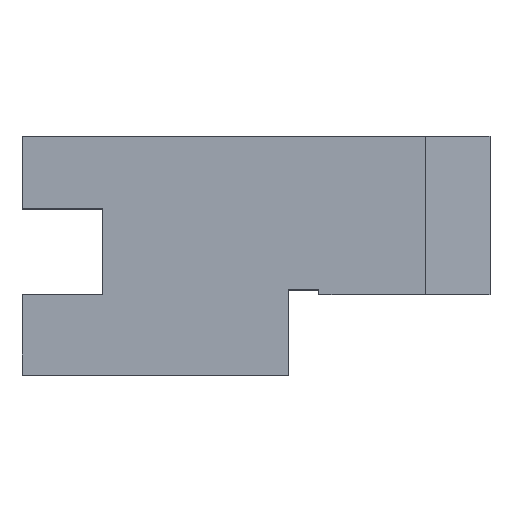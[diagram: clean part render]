
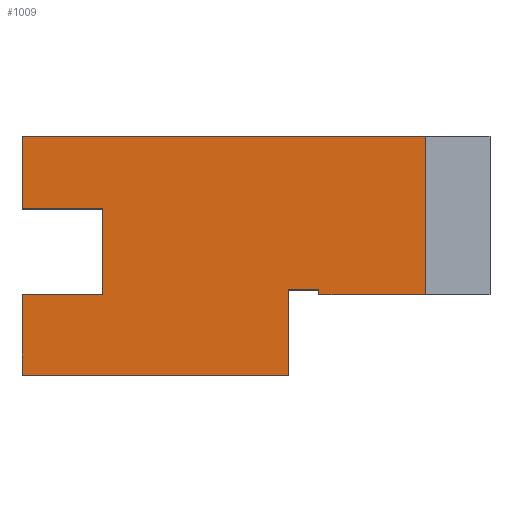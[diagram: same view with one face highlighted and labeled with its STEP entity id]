
A CAD part, top view. The second image highlights one B-rep face of the part: STEP entity #1009.
In plain terms, the highlighted planar face has unit normal (0, 0, 1).
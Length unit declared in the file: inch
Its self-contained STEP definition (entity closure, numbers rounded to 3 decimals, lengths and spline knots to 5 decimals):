
#4 = VERTEX_POINT ( 'NONE', #1035 ) ;
#20 = ORIENTED_EDGE ( 'NONE', *, *, #694, .F. ) ;
#36 = VERTEX_POINT ( 'NONE', #307 ) ;
#43 = VECTOR ( 'NONE', #462, 39.37008 ) ;
#50 = CARTESIAN_POINT ( 'NONE',  ( 1.65, -0.5, 0. ) ) ;
#56 = DIRECTION ( 'NONE',  ( 1., 0., 0. ) ) ;
#71 = CARTESIAN_POINT ( 'NONE',  ( 0., 0., 0. ) ) ;
#76 = DIRECTION ( 'NONE',  ( 0., 1., 0. ) ) ;
#105 = ORIENTED_EDGE ( 'NONE', *, *, #634, .F. ) ;
#115 = CARTESIAN_POINT ( 'NONE',  ( 0., -0.5, 0. ) ) ;
#119 = EDGE_CURVE ( 'NONE', #916, #482, #727, .T. ) ;
#131 = VECTOR ( 'NONE', #709, 39.37008 ) ;
#140 = LINE ( 'NONE', #50, #356 ) ;
#150 = VERTEX_POINT ( 'NONE', #414 ) ;
#156 = ORIENTED_EDGE ( 'NONE', *, *, #607, .F. ) ;
#163 = LINE ( 'NONE', #632, #464 ) ;
#171 = VECTOR ( 'NONE', #330, 39.37008 ) ;
#189 = VECTOR ( 'NONE', #445, 39.37008 ) ;
#193 = VERTEX_POINT ( 'NONE', #682 ) ;
#196 = DIRECTION ( 'NONE',  ( 0., -1., 0. ) ) ;
#201 = CARTESIAN_POINT ( 'NONE',  ( 0., -0.5, 0. ) ) ;
#202 = CARTESIAN_POINT ( 'NONE',  ( 2.5, 0., 0. ) ) ;
#203 = EDGE_CURVE ( 'NONE', #795, #248, #520, .T. ) ;
#204 = DIRECTION ( 'NONE',  ( 0., 1., 0. ) ) ;
#224 = CARTESIAN_POINT ( 'NONE',  ( 1.65, 0.03, 0. ) ) ;
#227 = CARTESIAN_POINT ( 'NONE',  ( 0., 0., 0. ) ) ;
#232 = ORIENTED_EDGE ( 'NONE', *, *, #203, .F. ) ;
#248 = VERTEX_POINT ( 'NONE', #201 ) ;
#265 = ORIENTED_EDGE ( 'NONE', *, *, #119, .F. ) ;
#277 = ORIENTED_EDGE ( 'NONE', *, *, #1027, .F. ) ;
#282 = DIRECTION ( 'NONE',  ( -1., 0., 0. ) ) ;
#299 = CARTESIAN_POINT ( 'NONE',  ( 1.84, 0., 0. ) ) ;
#307 = CARTESIAN_POINT ( 'NONE',  ( 0.5, 0., 0. ) ) ;
#319 = VECTOR ( 'NONE', #830, 39.37008 ) ;
#330 = DIRECTION ( 'NONE',  ( 0., 1., 0. ) ) ;
#332 = VERTEX_POINT ( 'NONE', #202 ) ;
#351 = CARTESIAN_POINT ( 'NONE',  ( 0., 0.98, 0. ) ) ;
#356 = VECTOR ( 'NONE', #204, 39.37008 ) ;
#362 = EDGE_CURVE ( 'NONE', #150, #4, #597, .T. ) ;
#365 = LINE ( 'NONE', #442, #411 ) ;
#373 = LINE ( 'NONE', #692, #319 ) ;
#383 = EDGE_CURVE ( 'NONE', #916, #332, #834, .T. ) ;
#388 = EDGE_CURVE ( 'NONE', #871, #248, #373, .T. ) ;
#401 = VECTOR ( 'NONE', #56, 39.37008 ) ;
#408 = AXIS2_PLACEMENT_3D ( 'NONE', #535, #764, #282 ) ;
#411 = VECTOR ( 'NONE', #747, 39.37008 ) ;
#414 = CARTESIAN_POINT ( 'NONE',  ( 0.5, 0.53, 0. ) ) ;
#423 = CARTESIAN_POINT ( 'NONE',  ( 1.84, 0., 0. ) ) ;
#431 = LINE ( 'NONE', #351, #598 ) ;
#442 = CARTESIAN_POINT ( 'NONE',  ( 0., 0.98, 0. ) ) ;
#445 = DIRECTION ( 'NONE',  ( -1., 0., 0. ) ) ;
#462 = DIRECTION ( 'NONE',  ( -1., 0., 0. ) ) ;
#464 = VECTOR ( 'NONE', #76, 39.37008 ) ;
#476 = ORIENTED_EDGE ( 'NONE', *, *, #676, .T. ) ;
#482 = VERTEX_POINT ( 'NONE', #860 ) ;
#503 = LINE ( 'NONE', #71, #740 ) ;
#506 = ORIENTED_EDGE ( 'NONE', *, *, #575, .T. ) ;
#511 = VERTEX_POINT ( 'NONE', #955 ) ;
#520 = LINE ( 'NONE', #115, #1020 ) ;
#535 = CARTESIAN_POINT ( 'NONE',  ( 0., 0.98, 0. ) ) ;
#575 = EDGE_CURVE ( 'NONE', #332, #511, #641, .T. ) ;
#584 = ORIENTED_EDGE ( 'NONE', *, *, #388, .T. ) ;
#597 = LINE ( 'NONE', #606, #189 ) ;
#598 = VECTOR ( 'NONE', #196, 39.37008 ) ;
#605 = DIRECTION ( 'NONE',  ( -1., 0., 0. ) ) ;
#606 = CARTESIAN_POINT ( 'NONE',  ( 0., 0.53, 0. ) ) ;
#607 = EDGE_CURVE ( 'NONE', #36, #150, #163, .T. ) ;
#615 = LINE ( 'NONE', #753, #43 ) ;
#616 = CARTESIAN_POINT ( 'NONE',  ( 1.65, -0.5, 0. ) ) ;
#620 = FACE_OUTER_BOUND ( 'NONE', #705, .T. ) ;
#632 = CARTESIAN_POINT ( 'NONE',  ( 0.5, 0., 0. ) ) ;
#634 = EDGE_CURVE ( 'NONE', #871, #36, #503, .T. ) ;
#641 = LINE ( 'NONE', #870, #131 ) ;
#676 = EDGE_CURVE ( 'NONE', #193, #4, #431, .T. ) ;
#682 = CARTESIAN_POINT ( 'NONE',  ( 0., 0.98, 0. ) ) ;
#692 = CARTESIAN_POINT ( 'NONE',  ( 0., 0.98, 0. ) ) ;
#694 = EDGE_CURVE ( 'NONE', #193, #511, #365, .T. ) ;
#698 = ORIENTED_EDGE ( 'NONE', *, *, #383, .T. ) ;
#705 = EDGE_LOOP ( 'NONE', ( #894, #277, #265, #698, #506, #20, #476, #741, #156, #105, #584, #232 ) ) ;
#709 = DIRECTION ( 'NONE',  ( 0., 1., 0. ) ) ;
#727 = LINE ( 'NONE', #423, #171 ) ;
#740 = VECTOR ( 'NONE', #821, 39.37008 ) ;
#741 = ORIENTED_EDGE ( 'NONE', *, *, #362, .F. ) ;
#747 = DIRECTION ( 'NONE',  ( 1., 0., 0. ) ) ;
#749 = CARTESIAN_POINT ( 'NONE',  ( 0., 0., 0. ) ) ;
#753 = CARTESIAN_POINT ( 'NONE',  ( 1.65, 0.03, 0. ) ) ;
#764 = DIRECTION ( 'NONE',  ( 0., 0., -1. ) ) ;
#771 = PLANE ( 'NONE',  #408 ) ;
#795 = VERTEX_POINT ( 'NONE', #616 ) ;
#821 = DIRECTION ( 'NONE',  ( 1., 0., 0. ) ) ;
#830 = DIRECTION ( 'NONE',  ( 0., -1., 0. ) ) ;
#834 = LINE ( 'NONE', #749, #401 ) ;
#860 = CARTESIAN_POINT ( 'NONE',  ( 1.84, 0.03, 0. ) ) ;
#870 = CARTESIAN_POINT ( 'NONE',  ( 2.5, 0.98, 0. ) ) ;
#871 = VERTEX_POINT ( 'NONE', #227 ) ;
#894 = ORIENTED_EDGE ( 'NONE', *, *, #1008, .T. ) ;
#916 = VERTEX_POINT ( 'NONE', #299 ) ;
#955 = CARTESIAN_POINT ( 'NONE',  ( 2.5, 0.98, 0. ) ) ;
#974 = VERTEX_POINT ( 'NONE', #224 ) ;
#1008 = EDGE_CURVE ( 'NONE', #795, #974, #140, .T. ) ;
#1009 = ADVANCED_FACE ( 'NONE', ( #620 ), #771, .F. ) ;
#1020 = VECTOR ( 'NONE', #605, 39.37008 ) ;
#1027 = EDGE_CURVE ( 'NONE', #482, #974, #615, .T. ) ;
#1035 = CARTESIAN_POINT ( 'NONE',  ( 0., 0.53, 0. ) ) ;
